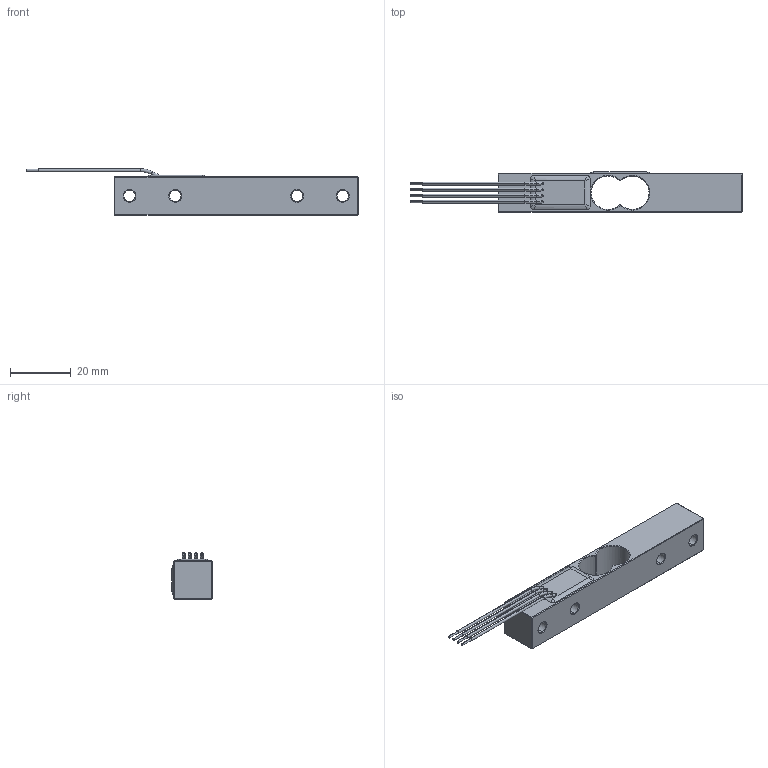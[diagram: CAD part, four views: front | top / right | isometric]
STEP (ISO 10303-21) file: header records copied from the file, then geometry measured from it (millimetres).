
FILE_DESCRIPTION (( 'STEP AP214' ), '1' );
FILE_NAME ('CELDA DE PRESION ARDUINO.STEP', '2024-10-10T16:52:06', ( '' ), ( '' ), 'SwSTEP 2.0', 'SolidWorks 2020', '' );
FILE_SCHEMA (( 'AUTOMOTIVE_DESIGN' ));
Length unit declared in the file: millimetre
Products named in the file (1): CELDA DE PRESION ARDUINO
Bounding box: 109 x 13.2 x 15.28 mm (x, y, z)
Volume: 10405.3 mm3; surface area: 6083.4 mm2
Topology: 2 solids, 2 shells, 193 faces, 462 edges, 281 vertices
Faces by surface type: plane 82, cylinder 59, bspline 22, cone 22, torus 8
Entity records: 8806 total; most frequent: CARTESIAN_POINT 3183, ORIENTED_EDGE 908, DIRECTION 851, EDGE_CURVE 454, AXIS2_PLACEMENT_3D 297, VERTEX_POINT 281, LINE 257, VECTOR 257
